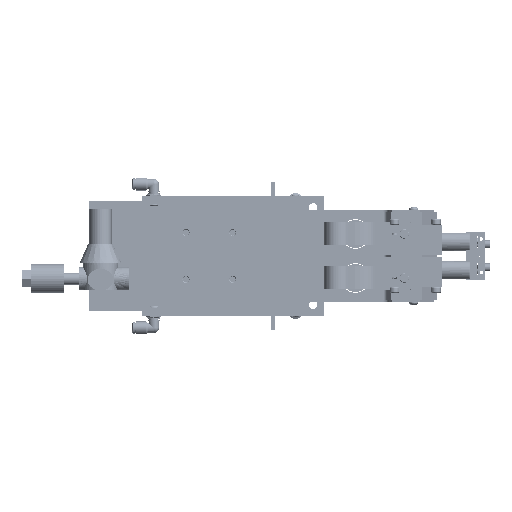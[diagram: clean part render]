
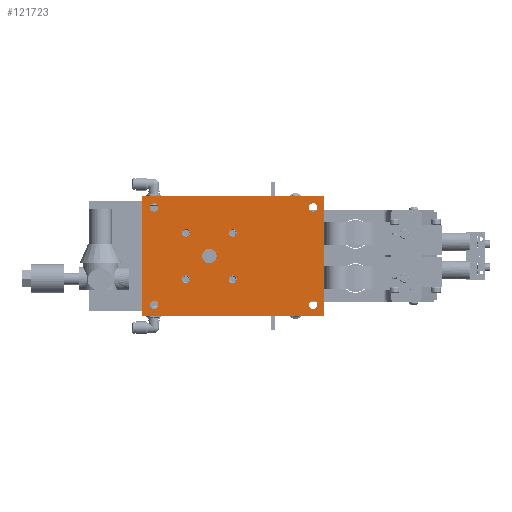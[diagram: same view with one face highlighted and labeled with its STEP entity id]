
A CAD part, front view. The second image highlights one B-rep face of the part: STEP entity #121723.
In plain terms, the highlighted face is planar.
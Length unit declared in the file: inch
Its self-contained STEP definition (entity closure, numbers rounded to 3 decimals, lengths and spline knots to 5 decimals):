
#16733 = VERTEX_POINT ( 'NONE', #224770 ) ;
#16789 = VERTEX_POINT ( 'NONE', #224813 ) ;
#16842 = VERTEX_POINT ( 'NONE', #224850 ) ;
#16845 = VERTEX_POINT ( 'NONE', #224853 ) ;
#30779 = ORIENTED_EDGE ( 'NONE', *, *, #102036, .T. ) ;
#30784 = ORIENTED_EDGE ( 'NONE', *, *, #102032, .T. ) ;
#30787 = ORIENTED_EDGE ( 'NONE', *, *, #102039, .T. ) ;
#30792 = ORIENTED_EDGE ( 'NONE', *, *, #102043, .T. ) ;
#30797 = ORIENTED_EDGE ( 'NONE', *, *, #102046, .T. ) ;
#30803 = ORIENTED_EDGE ( 'NONE', *, *, #102048, .F. ) ;
#30808 = ORIENTED_EDGE ( 'NONE', *, *, #102051, .F. ) ;
#30813 = ORIENTED_EDGE ( 'NONE', *, *, #102055, .T. ) ;
#30818 = ORIENTED_EDGE ( 'NONE', *, *, #102058, .T. ) ;
#30823 = ORIENTED_EDGE ( 'NONE', *, *, #102062, .T. ) ;
#30826 = ORIENTED_EDGE ( 'NONE', *, *, #102065, .T. ) ;
#30833 = ORIENTED_EDGE ( 'NONE', *, *, #102067, .F. ) ;
#30838 = ORIENTED_EDGE ( 'NONE', *, *, #102070, .F. ) ;
#69460 = CARTESIAN_POINT ( 'NONE',  ( -1.578, 0.5, 0.778 ) ) ;
#69463 = DIRECTION ( 'NONE',  ( 0., -1., 0. ) ) ;
#69465 = DIRECTION ( 'NONE',  ( 0., 0., -1. ) ) ;
#69471 = CARTESIAN_POINT ( 'NONE',  ( -0.8, 0.5, 0. ) ) ;
#69473 = DIRECTION ( 'NONE',  ( 0., -1., 0. ) ) ;
#69476 = DIRECTION ( 'NONE',  ( 0., 0., -1. ) ) ;
#69482 = CARTESIAN_POINT ( 'NONE',  ( -1.578, 0.5, -0.778 ) ) ;
#69484 = DIRECTION ( 'NONE',  ( 0., -1., 0. ) ) ;
#69487 = DIRECTION ( 'NONE',  ( 0., 0., -1. ) ) ;
#69491 = CARTESIAN_POINT ( 'NONE',  ( 3.03, 0.5, 2. ) ) ;
#69493 = CARTESIAN_POINT ( 'NONE',  ( -0.023, 0.5, -0.778 ) ) ;
#69496 = DIRECTION ( 'NONE',  ( 0., -1., 0. ) ) ;
#69498 = DIRECTION ( 'NONE',  ( 0., 0., -1. ) ) ;
#69502 = DIRECTION ( 'NONE',  ( -1., 0., 0. ) ) ;
#69505 = CARTESIAN_POINT ( 'NONE',  ( -0.023, 0.5, 0.778 ) ) ;
#69508 = DIRECTION ( 'NONE',  ( 0., -1., 0. ) ) ;
#69510 = DIRECTION ( 'NONE',  ( 0., 0., -1. ) ) ;
#69516 = CARTESIAN_POINT ( 'NONE',  ( 2.66, 0.5, 1.63 ) ) ;
#69518 = DIRECTION ( 'NONE',  ( 0., 1., 0. ) ) ;
#69521 = DIRECTION ( 'NONE',  ( 0., 0., 1. ) ) ;
#69526 = CARTESIAN_POINT ( 'NONE',  ( -2.64, 0.5, -1.62 ) ) ;
#69529 = DIRECTION ( 'NONE',  ( 0., 1., 0. ) ) ;
#69532 = DIRECTION ( 'NONE',  ( 0., 0., 1. ) ) ;
#69534 = DIRECTION ( 'NONE',  ( 0., 0., -1. ) ) ;
#69537 = CARTESIAN_POINT ( 'NONE',  ( -3.03, 0.5, -2. ) ) ;
#69542 = CARTESIAN_POINT ( 'NONE',  ( -3.03, 0.5, 2. ) ) ;
#69546 = DIRECTION ( 'NONE',  ( 0., 0., 1. ) ) ;
#69549 = CARTESIAN_POINT ( 'NONE',  ( -3.03, 0.5, 2. ) ) ;
#69553 = DIRECTION ( 'NONE',  ( 1., 0., 0. ) ) ;
#69562 = CARTESIAN_POINT ( 'NONE',  ( -2.64, 0.5, 1.63 ) ) ;
#69564 = DIRECTION ( 'NONE',  ( 0., 1., 0. ) ) ;
#69567 = DIRECTION ( 'NONE',  ( 0., 0., 1. ) ) ;
#69572 = CARTESIAN_POINT ( 'NONE',  ( 2.66, 0.5, -1.62 ) ) ;
#69575 = DIRECTION ( 'NONE',  ( 0., 1., 0. ) ) ;
#69578 = DIRECTION ( 'NONE',  ( 0., 0., 1. ) ) ;
#78954 = AXIS2_PLACEMENT_3D ( 'NONE', #83729, #83731, #83733 ) ;
#83710 = PLANE ( 'NONE',  #78954 ) ;
#83729 = CARTESIAN_POINT ( 'NONE',  ( 0., 0.5, 0. ) ) ;
#83731 = DIRECTION ( 'NONE',  ( 0., -1., 0. ) ) ;
#83733 = DIRECTION ( 'NONE',  ( 0., 0., -1. ) ) ;
#102032 = EDGE_CURVE ( 'NONE', #152686, #152686, #216495, .T. ) ;
#102036 = EDGE_CURVE ( 'NONE', #152689, #152689, #216497, .T. ) ;
#102039 = EDGE_CURVE ( 'NONE', #152692, #152692, #216498, .T. ) ;
#102043 = EDGE_CURVE ( 'NONE', #152695, #152695, #216499, .T. ) ;
#102046 = EDGE_CURVE ( 'NONE', #152697, #152697, #216500, .T. ) ;
#102048 = EDGE_CURVE ( 'NONE', #152700, #152700, #216501, .T. ) ;
#102051 = EDGE_CURVE ( 'NONE', #152703, #152703, #216502, .T. ) ;
#102055 = EDGE_CURVE ( 'NONE', #16733, #16789, #216496, .T. ) ;
#102058 = EDGE_CURVE ( 'NONE', #16789, #16842, #216481, .T. ) ;
#102062 = EDGE_CURVE ( 'NONE', #16842, #16845, #216505, .T. ) ;
#102065 = EDGE_CURVE ( 'NONE', #16845, #16733, #216506, .T. ) ;
#102067 = EDGE_CURVE ( 'NONE', #152706, #152706, #216508, .T. ) ;
#102070 = EDGE_CURVE ( 'NONE', #152710, #152710, #216512, .T. ) ;
#121723 = ADVANCED_FACE ( 'NONE', ( #207809, #207813, #207810, #207812, #207811, #207814, #207815, #207816, #207817, #207818 ), #83710, .F. ) ;
#127237 = EDGE_LOOP ( 'NONE', ( #30833 ) ) ;
#127348 = EDGE_LOOP ( 'NONE', ( #30784 ) ) ;
#127354 = EDGE_LOOP ( 'NONE', ( #30779 ) ) ;
#127359 = EDGE_LOOP ( 'NONE', ( #30787 ) ) ;
#127365 = EDGE_LOOP ( 'NONE', ( #30792 ) ) ;
#127370 = EDGE_LOOP ( 'NONE', ( #30797 ) ) ;
#127375 = EDGE_LOOP ( 'NONE', ( #30803 ) ) ;
#127385 = EDGE_LOOP ( 'NONE', ( #30808 ) ) ;
#127393 = EDGE_LOOP ( 'NONE', ( #30813, #30818, #30823, #30826 ) ) ;
#127403 = EDGE_LOOP ( 'NONE', ( #30838 ) ) ;
#151991 = AXIS2_PLACEMENT_3D ( 'NONE', #69460, #69463, #69465 ) ;
#152004 = AXIS2_PLACEMENT_3D ( 'NONE', #69471, #69473, #69476 ) ;
#152007 = AXIS2_PLACEMENT_3D ( 'NONE', #69482, #69484, #69487 ) ;
#152011 = AXIS2_PLACEMENT_3D ( 'NONE', #69493, #69496, #69498 ) ;
#152014 = AXIS2_PLACEMENT_3D ( 'NONE', #69505, #69508, #69510 ) ;
#152017 = AXIS2_PLACEMENT_3D ( 'NONE', #69516, #69518, #69521 ) ;
#152020 = AXIS2_PLACEMENT_3D ( 'NONE', #69526, #69529, #69532 ) ;
#152023 = AXIS2_PLACEMENT_3D ( 'NONE', #69562, #69564, #69567 ) ;
#152026 = AXIS2_PLACEMENT_3D ( 'NONE', #69572, #69575, #69578 ) ;
#152686 = VERTEX_POINT ( 'NONE', #179348 ) ;
#152689 = VERTEX_POINT ( 'NONE', #179336 ) ;
#152692 = VERTEX_POINT ( 'NONE', #179391 ) ;
#152695 = VERTEX_POINT ( 'NONE', #179392 ) ;
#152697 = VERTEX_POINT ( 'NONE', #179393 ) ;
#152700 = VERTEX_POINT ( 'NONE', #179394 ) ;
#152703 = VERTEX_POINT ( 'NONE', #179395 ) ;
#152706 = VERTEX_POINT ( 'NONE', #179396 ) ;
#152710 = VERTEX_POINT ( 'NONE', #179397 ) ;
#179336 = CARTESIAN_POINT ( 'NONE',  ( -0.8, 0.5, -0.242 ) ) ;
#179348 = CARTESIAN_POINT ( 'NONE',  ( -1.578, 0.5, 0.645 ) ) ;
#179391 = CARTESIAN_POINT ( 'NONE',  ( -1.578, 0.5, -0.911 ) ) ;
#179392 = CARTESIAN_POINT ( 'NONE',  ( -0.023, 0.5, -0.911 ) ) ;
#179393 = CARTESIAN_POINT ( 'NONE',  ( -0.023, 0.5, 0.645 ) ) ;
#179394 = CARTESIAN_POINT ( 'NONE',  ( 2.66, 0.5, 1.77 ) ) ;
#179395 = CARTESIAN_POINT ( 'NONE',  ( -2.64, 0.5, -1.48 ) ) ;
#179396 = CARTESIAN_POINT ( 'NONE',  ( -2.64, 0.5, 1.77 ) ) ;
#179397 = CARTESIAN_POINT ( 'NONE',  ( 2.66, 0.5, -1.48 ) ) ;
#207809 = FACE_BOUND ( 'NONE', #127354, .T. ) ;
#207810 = FACE_BOUND ( 'NONE', #127359, .T. ) ;
#207811 = FACE_BOUND ( 'NONE', #127370, .T. ) ;
#207812 = FACE_BOUND ( 'NONE', #127365, .T. ) ;
#207813 = FACE_BOUND ( 'NONE', #127348, .T. ) ;
#207814 = FACE_BOUND ( 'NONE', #127375, .T. ) ;
#207815 = FACE_BOUND ( 'NONE', #127385, .T. ) ;
#207816 = FACE_OUTER_BOUND ( 'NONE', #127393, .T. ) ;
#207817 = FACE_BOUND ( 'NONE', #127237, .T. ) ;
#207818 = FACE_BOUND ( 'NONE', #127403, .T. ) ;
#216481 = LINE ( 'NONE', #69537, #216503 ) ;
#216495 = CIRCLE ( 'NONE', #151991, 0.133 ) ;
#216496 = LINE ( 'NONE', #69491, #216504 ) ;
#216497 = CIRCLE ( 'NONE', #152004, 0.242 ) ;
#216498 = CIRCLE ( 'NONE', #152007, 0.133 ) ;
#216499 = CIRCLE ( 'NONE', #152011, 0.133 ) ;
#216500 = CIRCLE ( 'NONE', #152014, 0.133 ) ;
#216501 = CIRCLE ( 'NONE', #152017, 0.14 ) ;
#216502 = CIRCLE ( 'NONE', #152020, 0.14 ) ;
#216503 = VECTOR ( 'NONE', #69502, 39.37008 ) ;
#216504 = VECTOR ( 'NONE', #69534, 39.37008 ) ;
#216505 = LINE ( 'NONE', #69542, #216507 ) ;
#216506 = LINE ( 'NONE', #69549, #216509 ) ;
#216507 = VECTOR ( 'NONE', #69546, 39.37008 ) ;
#216508 = CIRCLE ( 'NONE', #152023, 0.14 ) ;
#216509 = VECTOR ( 'NONE', #69553, 39.37008 ) ;
#216512 = CIRCLE ( 'NONE', #152026, 0.14 ) ;
#224770 = CARTESIAN_POINT ( 'NONE',  ( 3.03, 0.5, 2. ) ) ;
#224813 = CARTESIAN_POINT ( 'NONE',  ( 3.03, 0.5, -2. ) ) ;
#224850 = CARTESIAN_POINT ( 'NONE',  ( -3.03, 0.5, -2. ) ) ;
#224853 = CARTESIAN_POINT ( 'NONE',  ( -3.03, 0.5, 2. ) ) ;
